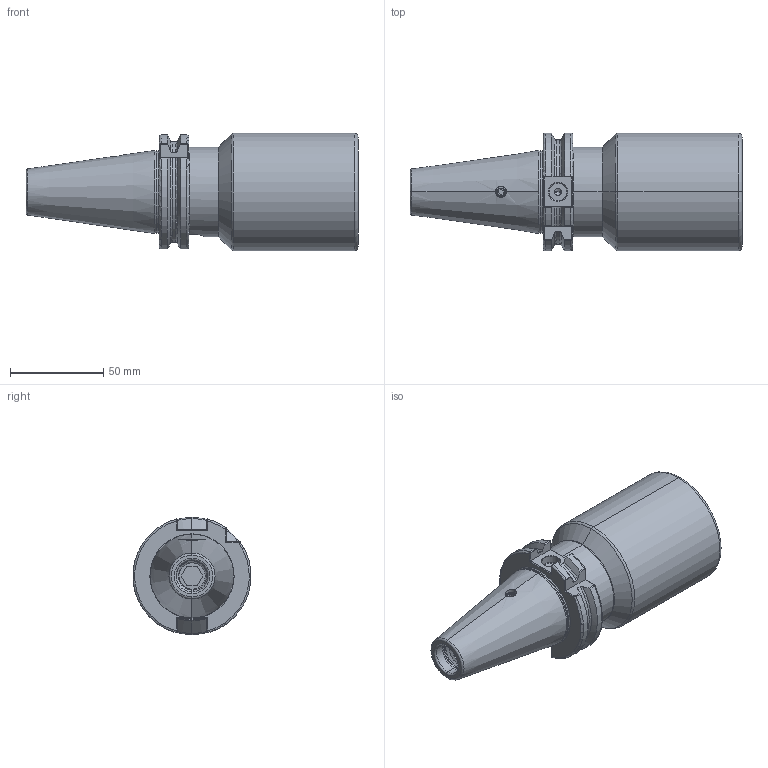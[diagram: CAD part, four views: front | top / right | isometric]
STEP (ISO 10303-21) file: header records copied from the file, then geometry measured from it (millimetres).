
FILE_DESCRIPTION (( 'STEP AP203' ), '1' );
FILE_NAME ('402.08.04A.STEP', '2016-07-16T08:05:37', ( '' ), ( '' ), 'SwSTEP 2.0', 'SolidWorks 2012', '' );
FILE_SCHEMA (( 'CONFIG_CONTROL_DESIGN' ));
Products named in the file (5): 402.08.04A; 2-01130023_M16xP2-45L; 2-01150002C1_M5xP0.8-6L; 2-41371004AF_M26xP1.5_13L
Assembly tree (4 placements, depth 2):
  402.08.04A
    402.08.04A
    2-01130023_M16xP2-45L
    2-01150002C1_M5xP0.8-6L
    2-41371004AF_M26xP1.5_13L
Bounding box: 178.4 x 63.33 x 63 mm (x, y, z)
Volume: 273546.4 mm3; surface area: 60017.1 mm2
Topology: 4 solids, 4 shells, 457 faces, 1219 edges, 763 vertices
Faces by surface type: cylinder 188, plane 93, cone 65, bspline 62, torus 49
Entity records: 57623 total; most frequent: CARTESIAN_POINT 47247, ORIENTED_EDGE 2414, DIRECTION 1696, EDGE_CURVE 1207, VERTEX_POINT 763, AXIS2_PLACEMENT_3D 652, EDGE_LOOP 470, FACE_OUTER_BOUND 457
